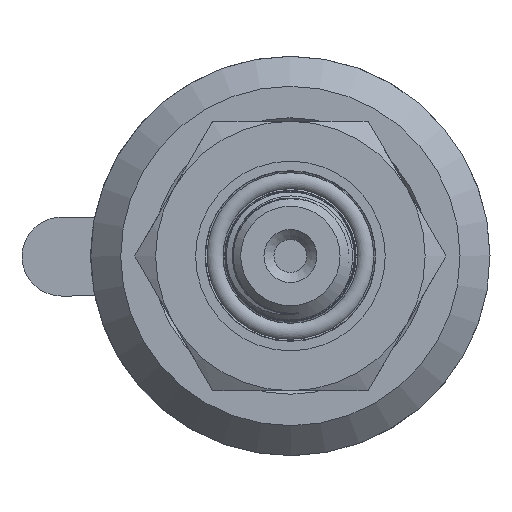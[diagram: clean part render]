
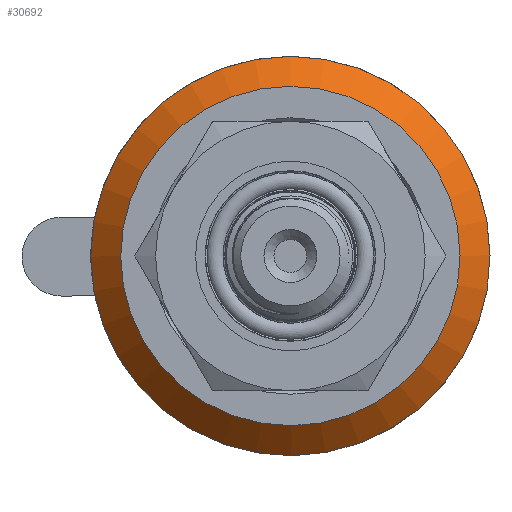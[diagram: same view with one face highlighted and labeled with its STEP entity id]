
A CAD part, left-side view. The second image highlights one B-rep face of the part: STEP entity #30692.
In plain terms, the highlighted conical face has half-angle 45 degrees and reference radius 18.5 mm.
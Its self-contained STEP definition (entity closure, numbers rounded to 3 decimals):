
#1713=CONICAL_SURFACE('',#32423,18.5,0.785);
#2365=FACE_OUTER_BOUND('',#4115,.T.);
#4115=EDGE_LOOP('',(#23769,#23770,#23771,#23772));
#5528=CIRCLE('',#32422,20.);
#5529=CIRCLE('',#32424,17.);
#7581=LINE('',#60361,#10550);
#10550=VECTOR('',#35762,18.5);
#13908=VERTEX_POINT('',#60356);
#13909=VERTEX_POINT('',#60360);
#17527=EDGE_CURVE('',#13908,#13908,#5528,.T.);
#17528=EDGE_CURVE('',#13908,#13909,#7581,.T.);
#17529=EDGE_CURVE('',#13909,#13909,#5529,.T.);
#23769=ORIENTED_EDGE('',*,*,#17527,.F.);
#23770=ORIENTED_EDGE('',*,*,#17528,.T.);
#23771=ORIENTED_EDGE('',*,*,#17529,.T.);
#23772=ORIENTED_EDGE('',*,*,#17528,.F.);
#30692=ADVANCED_FACE('',(#2365),#1713,.T.);
#32422=AXIS2_PLACEMENT_3D('',#60358,#35758,#35759);
#32423=AXIS2_PLACEMENT_3D('',#60359,#35760,#35761);
#32424=AXIS2_PLACEMENT_3D('',#60362,#35763,#35764);
#35758=DIRECTION('center_axis',(-1.,0.,0.));
#35759=DIRECTION('ref_axis',(0.,0.,
-1.));
#35760=DIRECTION('center_axis',(-1.,0.,0.));
#35761=DIRECTION('ref_axis',(0.,-1.,0.));
#35762=DIRECTION('',(0.707,-0.707,0.));
#35763=DIRECTION('center_axis',(-1.,0.,0.));
#35764=DIRECTION('ref_axis',(0.,0.,
-1.));
#60356=CARTESIAN_POINT('',(21.,20.,0.));
#60358=CARTESIAN_POINT('Origin',(21.,0.,0.));
#60359=CARTESIAN_POINT('Origin',(22.5,0.,0.));
#60360=CARTESIAN_POINT('',(24.,17.,0.));
#60361=CARTESIAN_POINT('',(22.5,18.5,0.));
#60362=CARTESIAN_POINT('Origin',(24.,0.,0.));
